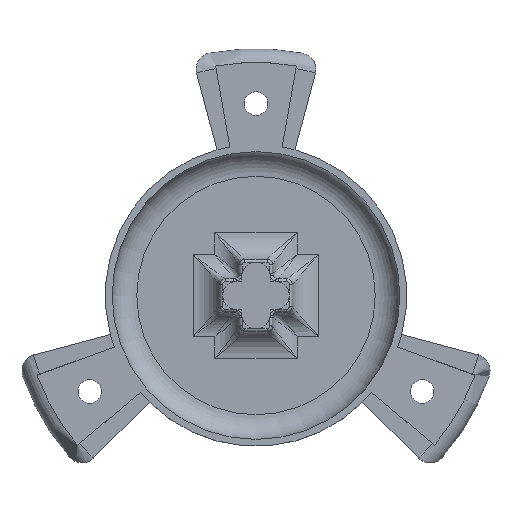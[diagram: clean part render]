
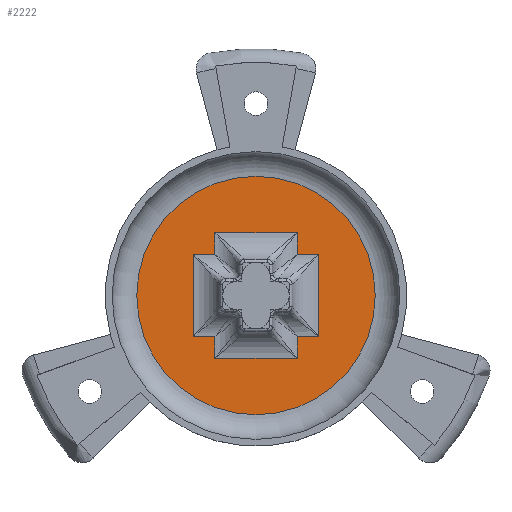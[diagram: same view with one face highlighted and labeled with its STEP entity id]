
A CAD part, top view. The second image highlights one B-rep face of the part: STEP entity #2222.
In plain terms, the highlighted planar face has unit normal (0, 0, 1).
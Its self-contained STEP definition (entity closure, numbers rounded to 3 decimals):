
#275=LINE('',#4160,#411);
#276=LINE('',#4251,#412);
#277=LINE('',#4320,#413);
#278=LINE('',#4371,#414);
#279=LINE('',#4458,#415);
#280=LINE('',#4539,#416);
#291=LINE('',#4717,#427);
#292=LINE('',#4736,#428);
#293=LINE('',#4823,#429);
#294=LINE('',#4836,#430);
#295=LINE('',#4904,#431);
#296=LINE('',#4972,#432);
#411=VECTOR('',#2638,7.95);
#412=VECTOR('',#2641,30.);
#413=VECTOR('',#2644,7.95);
#414=VECTOR('',#2647,7.95);
#415=VECTOR('',#2650,30.);
#416=VECTOR('',#2653,7.95);
#427=VECTOR('',#2726,7.95);
#428=VECTOR('',#2729,30.);
#429=VECTOR('',#2732,7.95);
#430=VECTOR('',#2735,30.);
#431=VECTOR('',#2738,7.95);
#432=VECTOR('',#2741,7.95);
#507=PLANE('',#2378);
#539=FACE_BOUND('',#777,.T.);
#633=FACE_OUTER_BOUND('',#776,.T.);
#776=EDGE_LOOP('',(#1896));
#777=EDGE_LOOP('',(#1897,#1898,#1899,#1900,#1901,#1902,#1903,#1904,#1905,
#1906,#1907,#1908));
#871=CIRCLE('',#2377,43.5);
#1043=VERTEX_POINT('',#4146);
#1044=VERTEX_POINT('',#4159);
#1045=VERTEX_POINT('',#4240);
#1046=VERTEX_POINT('',#4313);
#1047=VERTEX_POINT('',#4358);
#1048=VERTEX_POINT('',#4445);
#1049=VERTEX_POINT('',#4532);
#1064=VERTEX_POINT('',#4690);
#1065=VERTEX_POINT('',#4716);
#1066=VERTEX_POINT('',#4725);
#1067=VERTEX_POINT('',#4797);
#1068=VERTEX_POINT('',#4825);
#1080=VERTEX_POINT('',#5071);
#1295=EDGE_CURVE('',#1044,#1043,#275,.T.);
#1299=EDGE_CURVE('',#1043,#1045,#276,.T.);
#1302=EDGE_CURVE('',#1045,#1046,#277,.T.);
#1305=EDGE_CURVE('',#1046,#1047,#278,.T.);
#1308=EDGE_CURVE('',#1047,#1048,#279,.T.);
#1311=EDGE_CURVE('',#1048,#1049,#280,.T.);
#1342=EDGE_CURVE('',#1065,#1064,#291,.T.);
#1345=EDGE_CURVE('',#1064,#1066,#292,.T.);
#1348=EDGE_CURVE('',#1049,#1067,#293,.T.);
#1350=EDGE_CURVE('',#1067,#1068,#294,.T.);
#1353=EDGE_CURVE('',#1066,#1044,#295,.T.);
#1356=EDGE_CURVE('',#1068,#1065,#296,.T.);
#1377=EDGE_CURVE('',#1080,#1080,#871,.T.);
#1896=ORIENTED_EDGE('',*,*,#1377,.T.);
#1897=ORIENTED_EDGE('',*,*,#1342,.T.);
#1898=ORIENTED_EDGE('',*,*,#1345,.T.);
#1899=ORIENTED_EDGE('',*,*,#1353,.T.);
#1900=ORIENTED_EDGE('',*,*,#1295,.T.);
#1901=ORIENTED_EDGE('',*,*,#1299,.T.);
#1902=ORIENTED_EDGE('',*,*,#1302,.T.);
#1903=ORIENTED_EDGE('',*,*,#1305,.T.);
#1904=ORIENTED_EDGE('',*,*,#1308,.T.);
#1905=ORIENTED_EDGE('',*,*,#1311,.T.);
#1906=ORIENTED_EDGE('',*,*,#1348,.T.);
#1907=ORIENTED_EDGE('',*,*,#1350,.T.);
#1908=ORIENTED_EDGE('',*,*,#1356,.T.);
#2222=ADVANCED_FACE('',(#633,#539),#507,.T.);
#2377=AXIS2_PLACEMENT_3D('',#5072,#2780,#2781);
#2378=AXIS2_PLACEMENT_3D('',#5073,#2782,#2783);
#2638=DIRECTION('',(1.,0.,0.));
#2641=DIRECTION('',(0.,-1.,0.));
#2644=DIRECTION('',(-1.,0.,0.));
#2647=DIRECTION('',(0.,-1.,0.));
#2650=DIRECTION('',(-1.,0.,0.));
#2653=DIRECTION('',(0.,1.,0.));
#2726=DIRECTION('',(0.,1.,0.));
#2729=DIRECTION('',(1.,0.,0.));
#2732=DIRECTION('',(-1.,0.,0.));
#2735=DIRECTION('',(0.,1.,0.));
#2738=DIRECTION('',(0.,-1.,0.));
#2741=DIRECTION('',(1.,0.,0.));
#2780=DIRECTION('center_axis',(0.,0.,1.));
#2781=DIRECTION('ref_axis',(-1.,0.,0.));
#2782=DIRECTION('center_axis',(0.,0.,1.));
#2783=DIRECTION('ref_axis',(-1.,0.,0.));
#4146=CARTESIAN_POINT('',(-1055.407,-9.172,1.));
#4159=CARTESIAN_POINT('',(-1063.357,-9.172,1.));
#4160=CARTESIAN_POINT('',(-1063.357,-9.172,1.));
#4240=CARTESIAN_POINT('',(-1055.407,-39.172,1.));
#4251=CARTESIAN_POINT('',(-1055.407,-9.172,1.));
#4313=CARTESIAN_POINT('',(-1063.357,-39.172,1.));
#4320=CARTESIAN_POINT('',(-1055.407,-39.172,1.));
#4358=CARTESIAN_POINT('',(-1063.357,-47.122,1.));
#4371=CARTESIAN_POINT('',(-1063.357,-39.172,1.));
#4445=CARTESIAN_POINT('',(-1093.357,-47.122,1.));
#4458=CARTESIAN_POINT('',(-1063.357,-47.122,1.));
#4532=CARTESIAN_POINT('',(-1093.357,-39.172,1.));
#4539=CARTESIAN_POINT('',(-1093.357,-47.122,1.));
#4690=CARTESIAN_POINT('',(-1093.357,-1.222,1.));
#4716=CARTESIAN_POINT('',(-1093.357,-9.172,1.));
#4717=CARTESIAN_POINT('',(-1093.357,-9.172,1.));
#4725=CARTESIAN_POINT('',(-1063.357,-1.222,1.));
#4736=CARTESIAN_POINT('',(-1093.357,-1.222,1.));
#4797=CARTESIAN_POINT('',(-1101.306,-39.172,1.));
#4823=CARTESIAN_POINT('',(-1093.357,-39.172,1.));
#4825=CARTESIAN_POINT('',(-1101.306,-9.172,1.));
#4836=CARTESIAN_POINT('',(-1101.306,-39.172,1.));
#4904=CARTESIAN_POINT('',(-1063.357,-1.222,1.));
#4972=CARTESIAN_POINT('',(-1101.306,-9.172,1.));
#5071=CARTESIAN_POINT('',(-1034.857,-24.172,1.));
#5072=CARTESIAN_POINT('Origin',(-1078.357,-24.172,1.));
#5073=CARTESIAN_POINT('Origin',(-1130.677,-76.492,1.));
